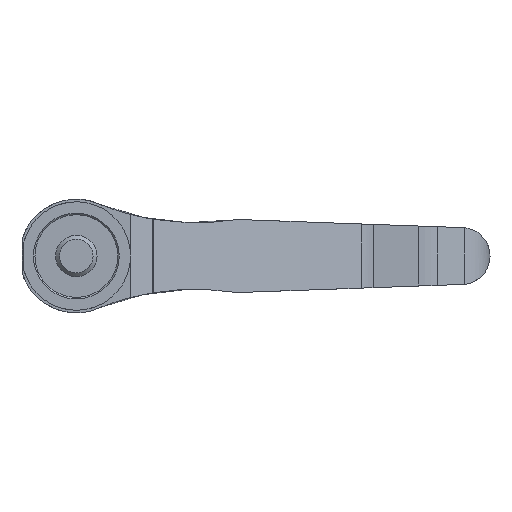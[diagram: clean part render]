
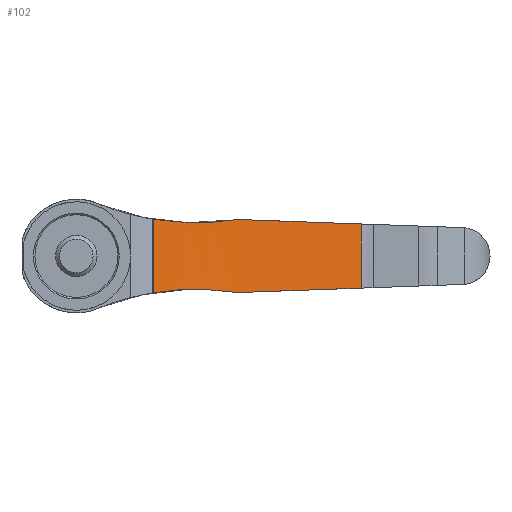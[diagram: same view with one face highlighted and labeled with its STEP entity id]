
A CAD part, front view. The second image highlights one B-rep face of the part: STEP entity #102.
In plain terms, the highlighted cylindrical face has radius 214.45 mm (diameter 428.9 mm), a partial arc.
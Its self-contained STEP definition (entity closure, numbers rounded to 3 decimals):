
#102 = ADVANCED_FACE( '', ( #246 ), #247, .F. );
#246 = FACE_OUTER_BOUND( '', #437, .T. );
#247 = CYLINDRICAL_SURFACE( '', #438, 214.45 );
#437 = EDGE_LOOP( '', ( #672, #673, #674, #675, #676, #677, #678, #679 ) );
#438 = AXIS2_PLACEMENT_3D( '', #680, #681, #682 );
#672 = ORIENTED_EDGE( '', *, *, #1117, .T. );
#673 = ORIENTED_EDGE( '', *, *, #1118, .T. );
#674 = ORIENTED_EDGE( '', *, *, #1108, .F. );
#675 = ORIENTED_EDGE( '', *, *, #1119, .T. );
#676 = ORIENTED_EDGE( '', *, *, #1120, .T. );
#677 = ORIENTED_EDGE( '', *, *, #1082, .F. );
#678 = ORIENTED_EDGE( '', *, *, #1121, .T. );
#679 = ORIENTED_EDGE( '', *, *, #1098, .F. );
#680 = CARTESIAN_POINT( '', ( 111.591, -165.123, 22. ) );
#681 = DIRECTION( '', ( 0., 0., 1. ) );
#682 = DIRECTION( '', ( -1., 0., 0. ) );
#1082 = EDGE_CURVE( '', #1278, #1280, #1281, .T. );
#1098 = EDGE_CURVE( '', #1307, #1309, #1310, .T. );
#1108 = EDGE_CURVE( '', #1326, #1321, #1328, .T. );
#1117 = EDGE_CURVE( '', #1307, #1341, #1342, .T. );
#1118 = EDGE_CURVE( '', #1341, #1321, #1343, .F. );
#1119 = EDGE_CURVE( '', #1326, #1344, #1345, .F. );
#1120 = EDGE_CURVE( '', #1344, #1280, #1346, .T. );
#1121 = EDGE_CURVE( '', #1278, #1309, #1347, .T. );
#1278 = VERTEX_POINT( '', #1645 );
#1280 = VERTEX_POINT( '', #1650 );
#1281 = B_SPLINE_CURVE_WITH_KNOTS( '', 3, ( #1651, #1652, #1653, #1654, #1655, #1656 ), .UNSPECIFIED., .F., .F., ( 4, 2, 4 ), ( 0., 0.008, 0.017 ), .UNSPECIFIED. );
#1307 = VERTEX_POINT( '', #1700 );
#1309 = VERTEX_POINT( '', #1703 );
#1310 = B_SPLINE_CURVE_WITH_KNOTS( '', 3, ( #1704, #1705, #1706, #1707, #1708, #1709 ), .UNSPECIFIED., .F., .F., ( 4, 2, 4 ), ( 0., 0.008, 0.017 ), .UNSPECIFIED. );
#1321 = VERTEX_POINT( '', #1738 );
#1326 = VERTEX_POINT( '', #1744 );
#1328 = LINE( '', #1746, #1747 );
#1341 = VERTEX_POINT( '', #1797 );
#1342 = B_SPLINE_CURVE_WITH_KNOTS( '', 3, ( #1798, #1799, #1800, #1801 ), .UNSPECIFIED., .F., .F., ( 4, 4 ), ( 0., 0.002 ), .UNSPECIFIED. );
#1343 = ELLIPSE( '', #1802, 214.59, 214.45 );
#1344 = VERTEX_POINT( '', #1803 );
#1345 = ELLIPSE( '', #1804, 214.59, 214.45 );
#1346 = B_SPLINE_CURVE_WITH_KNOTS( '', 3, ( #1805, #1806, #1807, #1808 ), .UNSPECIFIED., .F., .F., ( 4, 4 ), ( 0., 0.002 ), .UNSPECIFIED. );
#1347 = LINE( '', #1809, #1810 );
#1645 = CARTESIAN_POINT( '', ( 14.882, 26.283, 7.096 ) );
#1650 = CARTESIAN_POINT( '', ( 30.179, 33.273, 6.967 ) );
#1651 = CARTESIAN_POINT( '', ( 14.882, 26.283, 7.096 ) );
#1652 = CARTESIAN_POINT( '', ( 17.383, 27.547, 6.68 ) );
#1653 = CARTESIAN_POINT( '', ( 19.909, 28.761, 6.457 ) );
#1654 = CARTESIAN_POINT( '', ( 25.008, 31.091, 6.407 ) );
#1655 = CARTESIAN_POINT( '', ( 27.581, 32.207, 6.579 ) );
#1656 = CARTESIAN_POINT( '', ( 30.179, 33.273, 6.967 ) );
#1700 = CARTESIAN_POINT( '', ( 30.179, 33.273, -6.967 ) );
#1703 = CARTESIAN_POINT( '', ( 14.882, 26.283, -7.096 ) );
#1704 = CARTESIAN_POINT( '', ( 30.179, 33.273, -6.967 ) );
#1705 = CARTESIAN_POINT( '', ( 27.581, 32.207, -6.579 ) );
#1706 = CARTESIAN_POINT( '', ( 25.008, 31.091, -6.407 ) );
#1707 = CARTESIAN_POINT( '', ( 19.909, 28.761, -6.457 ) );
#1708 = CARTESIAN_POINT( '', ( 17.383, 27.547, -6.68 ) );
#1709 = CARTESIAN_POINT( '', ( 14.882, 26.283, -7.096 ) );
#1738 = CARTESIAN_POINT( '', ( 55.114, 41.757, -6.201 ) );
#1744 = CARTESIAN_POINT( '', ( 55.114, 41.757, 6.201 ) );
#1746 = CARTESIAN_POINT( '', ( 55.114, 41.757, 22. ) );
#1747 = VECTOR( '', #2186, 1000. );
#1797 = CARTESIAN_POINT( '', ( 31.648, 33.87, -7.049 ) );
#1798 = CARTESIAN_POINT( '', ( 30.179, 33.273, -6.967 ) );
#1799 = CARTESIAN_POINT( '', ( 30.666, 33.473, -7.039 ) );
#1800 = CARTESIAN_POINT( '', ( 31.156, 33.672, -7.067 ) );
#1801 = CARTESIAN_POINT( '', ( 31.648, 33.87, -7.049 ) );
#1802 = AXIS2_PLACEMENT_3D( '', #2194, #2195, #2196 );
#1803 = CARTESIAN_POINT( '', ( 31.648, 33.87, 7.049 ) );
#1804 = AXIS2_PLACEMENT_3D( '', #2197, #2198, #2199 );
#1805 = CARTESIAN_POINT( '', ( 31.648, 33.87, 7.049 ) );
#1806 = CARTESIAN_POINT( '', ( 31.156, 33.672, 7.067 ) );
#1807 = CARTESIAN_POINT( '', ( 30.666, 33.473, 7.039 ) );
#1808 = CARTESIAN_POINT( '', ( 30.179, 33.273, 6.967 ) );
#1809 = CARTESIAN_POINT( '', ( 14.882, 26.283, 22. ) );
#1810 = VECTOR( '', #2200, 1000. );
#2186 = DIRECTION( '', ( 0., 0., -1. ) );
#2194 = CARTESIAN_POINT( '', ( 111.591, -165.123, -4.159 ) );
#2195 = DIRECTION( '', ( -0.036, 0., 0.999 ) );
#2196 = DIRECTION( '', ( -0.999, 0., -0.036 ) );
#2197 = CARTESIAN_POINT( '', ( 111.591, -165.123, 4.159 ) );
#2198 = DIRECTION( '', ( -0.036, 0., -0.999 ) );
#2199 = DIRECTION( '', ( 0.999, 0., -0.036 ) );
#2200 = DIRECTION( '', ( 0., 0., -1. ) );
